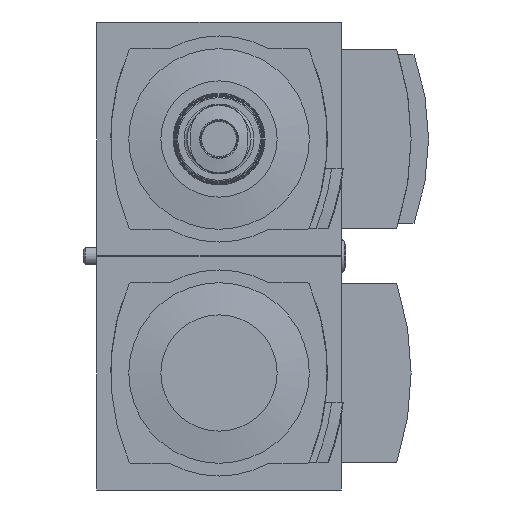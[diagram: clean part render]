
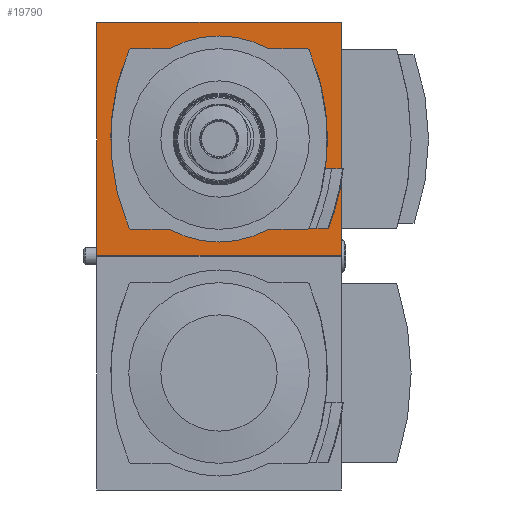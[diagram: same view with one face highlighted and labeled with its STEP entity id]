
A CAD part, front view. The second image highlights one B-rep face of the part: STEP entity #19790.
In plain terms, the highlighted planar face has unit normal (0, -1, 0).
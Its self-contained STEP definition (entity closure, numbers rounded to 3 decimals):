
#241=PLANE('',#20693);
#749=LINE('',#26031,#2243);
#855=LINE('',#26253,#2349);
#870=LINE('',#26291,#2364);
#918=LINE('',#26454,#2412);
#1035=LINE('',#26802,#2529);
#1036=LINE('',#26806,#2530);
#1037=LINE('',#26814,#2531);
#1038=LINE('',#26818,#2532);
#1039=LINE('',#26824,#2533);
#1040=LINE('',#26828,#2534);
#2243=VECTOR('',#21894,1000.);
#2349=VECTOR('',#22066,1000.);
#2364=VECTOR('',#22095,1000.);
#2412=VECTOR('',#22207,1000.);
#2529=VECTOR('',#22470,1000.);
#2530=VECTOR('',#22473,1000.);
#2531=VECTOR('',#22480,1000.);
#2532=VECTOR('',#22483,1000.);
#2533=VECTOR('',#22488,1000.);
#2534=VECTOR('',#22491,1000.);
#4404=ORIENTED_EDGE('',*,*,#8254,.F.);
#4405=ORIENTED_EDGE('',*,*,#8346,.F.);
#4406=ORIENTED_EDGE('',*,*,#8274,.F.);
#4407=ORIENTED_EDGE('',*,*,#8140,.F.);
#4408=ORIENTED_EDGE('',*,*,#8512,.T.);
#4409=ORIENTED_EDGE('',*,*,#8513,.T.);
#4410=ORIENTED_EDGE('',*,*,#8514,.T.);
#4411=ORIENTED_EDGE('',*,*,#8515,.T.);
#4412=ORIENTED_EDGE('',*,*,#8516,.T.);
#4413=ORIENTED_EDGE('',*,*,#8517,.T.);
#4414=ORIENTED_EDGE('',*,*,#8518,.T.);
#4415=ORIENTED_EDGE('',*,*,#8519,.T.);
#4416=ORIENTED_EDGE('',*,*,#8520,.T.);
#4417=ORIENTED_EDGE('',*,*,#8521,.T.);
#4418=ORIENTED_EDGE('',*,*,#8522,.T.);
#4419=ORIENTED_EDGE('',*,*,#8523,.T.);
#4420=ORIENTED_EDGE('',*,*,#8524,.T.);
#4421=ORIENTED_EDGE('',*,*,#8525,.F.);
#4422=ORIENTED_EDGE('',*,*,#8526,.T.);
#8140=EDGE_CURVE('',#10258,#10259,#749,.T.);
#8254=EDGE_CURVE('',#10341,#10258,#855,.T.);
#8274=EDGE_CURVE('',#10259,#10358,#870,.T.);
#8346=EDGE_CURVE('',#10358,#10341,#918,.T.);
#8512=EDGE_CURVE('',#10560,#10561,#11712,.T.);
#8513=EDGE_CURVE('',#10561,#10562,#1035,.T.);
#8514=EDGE_CURVE('',#10562,#10563,#11713,.T.);
#8515=EDGE_CURVE('',#10563,#10564,#1036,.T.);
#8516=EDGE_CURVE('',#10564,#10565,#11714,.T.);
#8517=EDGE_CURVE('',#10565,#10566,#11715,.T.);
#8518=EDGE_CURVE('',#10566,#10567,#11716,.T.);
#8519=EDGE_CURVE('',#10567,#10568,#1037,.T.);
#8520=EDGE_CURVE('',#10568,#10569,#11717,.T.);
#8521=EDGE_CURVE('',#10569,#10570,#1038,.T.);
#8522=EDGE_CURVE('',#10570,#10571,#11718,.T.);
#8523=EDGE_CURVE('',#10571,#10572,#11719,.T.);
#8524=EDGE_CURVE('',#10572,#10573,#1039,.T.);
#8525=EDGE_CURVE('',#10574,#10573,#11720,.T.);
#8526=EDGE_CURVE('',#10574,#10560,#1040,.T.);
#10258=VERTEX_POINT('',#26030);
#10259=VERTEX_POINT('',#26032);
#10341=VERTEX_POINT('',#26252);
#10358=VERTEX_POINT('',#26292);
#10560=VERTEX_POINT('',#26800);
#10561=VERTEX_POINT('',#26801);
#10562=VERTEX_POINT('',#26803);
#10563=VERTEX_POINT('',#26805);
#10564=VERTEX_POINT('',#26807);
#10565=VERTEX_POINT('',#26809);
#10566=VERTEX_POINT('',#26811);
#10567=VERTEX_POINT('',#26813);
#10568=VERTEX_POINT('',#26815);
#10569=VERTEX_POINT('',#26817);
#10570=VERTEX_POINT('',#26819);
#10571=VERTEX_POINT('',#26821);
#10572=VERTEX_POINT('',#26823);
#10573=VERTEX_POINT('',#26825);
#10574=VERTEX_POINT('',#26827);
#11712=CIRCLE('',#20694,0.3);
#11713=CIRCLE('',#20695,17.7);
#11714=CIRCLE('',#20696,0.3);
#11715=CIRCLE('',#20697,38.9);
#11716=CIRCLE('',#20698,0.3);
#11717=CIRCLE('',#20699,17.7);
#11718=CIRCLE('',#20700,0.3);
#11719=CIRCLE('',#20701,38.9);
#11720=CIRCLE('',#20702,39.95);
#12152=EDGE_LOOP('',(#4404,#4405,#4406,#4407));
#12153=EDGE_LOOP('',(#4408,#4409,#4410,#4411,#4412,#4413,#4414,#4415,#4416,
#4417,#4418,#4419,#4420,#4421,#4422));
#13074=FACE_BOUND('',#12152,.T.);
#13075=FACE_BOUND('',#12153,.T.);
#19790=ADVANCED_FACE('',(#13074,#13075),#241,.F.);
#20693=AXIS2_PLACEMENT_3D('',#26798,#22466,#22467);
#20694=AXIS2_PLACEMENT_3D('',#26799,#22468,#22469);
#20695=AXIS2_PLACEMENT_3D('',#26804,#22471,#22472);
#20696=AXIS2_PLACEMENT_3D('',#26808,#22474,#22475);
#20697=AXIS2_PLACEMENT_3D('',#26810,#22476,#22477);
#20698=AXIS2_PLACEMENT_3D('',#26812,#22478,#22479);
#20699=AXIS2_PLACEMENT_3D('',#26816,#22481,#22482);
#20700=AXIS2_PLACEMENT_3D('',#26820,#22484,#22485);
#20701=AXIS2_PLACEMENT_3D('',#26822,#22486,#22487);
#20702=AXIS2_PLACEMENT_3D('',#26826,#22489,#22490);
#21894=DIRECTION('',(0.,0.,1.));
#22066=DIRECTION('',(-1.,0.,0.));
#22095=DIRECTION('',(1.,0.,0.));
#22207=DIRECTION('',(0.,0.,-1.));
#22466=DIRECTION('',(0.,1.,0.));
#22467=DIRECTION('',(0.,0.,1.));
#22468=DIRECTION('',(0.,1.,0.));
#22469=DIRECTION('',(1.,0.,0.));
#22470=DIRECTION('',(-1.,0.,0.));
#22471=DIRECTION('',(0.,1.,0.));
#22472=DIRECTION('',(1.,0.,0.));
#22473=DIRECTION('',(-1.,0.,0.));
#22474=DIRECTION('',(0.,1.,0.));
#22475=DIRECTION('',(1.,0.,0.));
#22476=DIRECTION('',(0.,1.,0.));
#22477=DIRECTION('',(1.,0.,0.));
#22478=DIRECTION('',(0.,1.,0.));
#22479=DIRECTION('',(1.,0.,0.));
#22480=DIRECTION('',(1.,0.,0.));
#22481=DIRECTION('',(0.,1.,0.));
#22482=DIRECTION('',(1.,0.,0.));
#22483=DIRECTION('',(1.,0.,0.));
#22484=DIRECTION('',(0.,1.,0.));
#22485=DIRECTION('',(1.,0.,0.));
#22486=DIRECTION('',(0.,1.,0.));
#22487=DIRECTION('',(1.,0.,0.));
#22488=DIRECTION('',(1.,0.,0.));
#22489=DIRECTION('',(0.,-1.,0.));
#22490=DIRECTION('',(0.,0.,-1.));
#22491=DIRECTION('',(-1.,0.,0.));
#26030=CARTESIAN_POINT('',(-21.,-31.5,-20.1));
#26031=CARTESIAN_POINT('',(-21.,-31.5,-20.1));
#26032=CARTESIAN_POINT('',(-21.,-31.5,20.1));
#26252=CARTESIAN_POINT('',(21.,-31.5,-20.1));
#26253=CARTESIAN_POINT('',(21.,-31.5,-20.1));
#26291=CARTESIAN_POINT('',(-21.,-31.5,20.1));
#26292=CARTESIAN_POINT('',(21.,-31.5,20.1));
#26454=CARTESIAN_POINT('',(21.,-31.5,20.1));
#26798=CARTESIAN_POINT('',(0.,-31.5,0.));
#26799=CARTESIAN_POINT('',(15.181,-31.5,-15.2));
#26800=CARTESIAN_POINT('',(15.442,-31.5,-15.349));
#26801=CARTESIAN_POINT('',(15.181,-31.5,-15.5));
#26802=CARTESIAN_POINT('',(14.091,-31.5,-15.5));
#26803=CARTESIAN_POINT('',(8.546,-31.5,-15.5));
#26804=CARTESIAN_POINT('',(0.,-31.5,0.));
#26805=CARTESIAN_POINT('',(-8.546,-31.5,-15.5));
#26806=CARTESIAN_POINT('',(-8.546,-31.5,-15.5));
#26807=CARTESIAN_POINT('',(-15.181,-31.5,-15.5));
#26808=CARTESIAN_POINT('',(-15.181,-31.5,-15.2));
#26809=CARTESIAN_POINT('',(-15.457,-31.5,-15.318));
#26810=CARTESIAN_POINT('',(20.3,-31.5,0.));
#26811=CARTESIAN_POINT('',(-15.457,-31.5,15.318));
#26812=CARTESIAN_POINT('',(-15.181,-31.5,15.2));
#26813=CARTESIAN_POINT('',(-15.181,-31.5,15.5));
#26814=CARTESIAN_POINT('',(-15.181,-31.5,15.5));
#26815=CARTESIAN_POINT('',(-8.546,-31.5,15.5));
#26816=CARTESIAN_POINT('',(0.,-31.5,0.));
#26817=CARTESIAN_POINT('',(8.546,-31.5,15.5));
#26818=CARTESIAN_POINT('',(8.546,-31.5,15.5));
#26819=CARTESIAN_POINT('',(15.181,-31.5,15.5));
#26820=CARTESIAN_POINT('',(15.181,-31.5,15.2));
#26821=CARTESIAN_POINT('',(15.457,-31.5,15.318));
#26822=CARTESIAN_POINT('',(-20.3,-31.5,0.));
#26823=CARTESIAN_POINT('',(18.259,-31.5,-5.142));
#26824=CARTESIAN_POINT('',(17.25,-31.5,-5.142));
#26825=CARTESIAN_POINT('',(19.337,-31.5,-5.142));
#26826=CARTESIAN_POINT('',(-20.3,-31.5,-0.15));
#26827=CARTESIAN_POINT('',(16.646,-31.5,-15.349));
#26828=CARTESIAN_POINT('',(30.,-31.5,-15.349));
